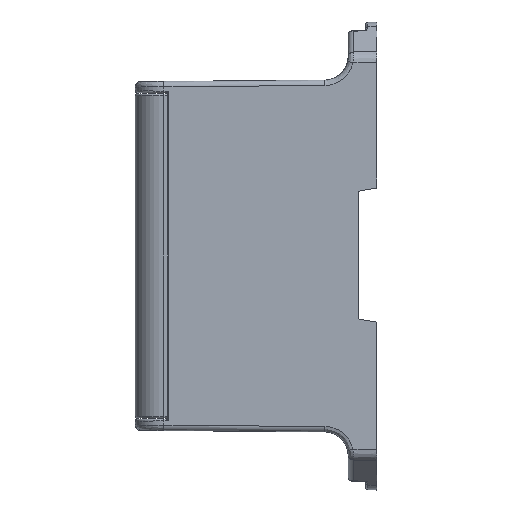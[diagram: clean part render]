
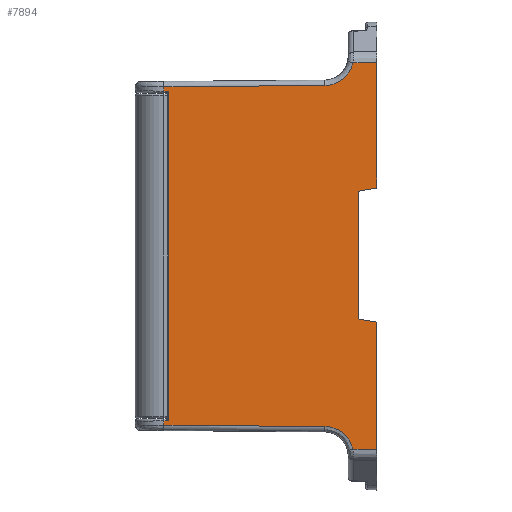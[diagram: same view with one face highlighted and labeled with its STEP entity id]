
A CAD part, left-side view. The second image highlights one B-rep face of the part: STEP entity #7894.
In plain terms, the highlighted planar face has unit normal (-1, 0.009, 0).
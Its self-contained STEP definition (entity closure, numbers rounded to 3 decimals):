
#18=CARTESIAN_POINT('',(-18.246,49.703,-45.797));
#50=DIRECTION('',(0.,0.,1.));
#51=VECTOR('',#50,91.595);
#52=CARTESIAN_POINT('',(-18.246,49.703,-45.797));
#53=LINE('',#52,#51);
#54=CARTESIAN_POINT('',(-18.246,49.703,45.797));
#85=DIRECTION('',(-0.009,-1.,-0.009));
#86=VECTOR('',#85,1.367);
#87=CARTESIAN_POINT('',(-18.234,51.07,45.809));
#88=LINE('',#87,#86);
#385=DIRECTION('',(0.009,1.,-0.009));
#386=VECTOR('',#385,1.367);
#387=CARTESIAN_POINT('',(-18.246,49.703,-45.797));
#388=LINE('',#387,#386);
#398=DIRECTION('',(0.,0.,-1.));
#399=VECTOR('',#398,34.819);
#400=CARTESIAN_POINT('',(-18.75,-8.,53.701));
#401=LINE('',#400,#399);
#402=DIRECTION('',(-0.009,-0.985,0.174));
#403=VECTOR('',#402,5.077);
#404=CARTESIAN_POINT('',(-18.706,-3.,18.));
#405=LINE('',#404,#403);
#406=DIRECTION('',(0.,0.,1.));
#407=VECTOR('',#406,35.5);
#408=CARTESIAN_POINT('',(-18.706,-3.,-17.5));
#409=LINE('',#408,#407);
#410=DIRECTION('',(0.009,0.985,0.174));
#411=VECTOR('',#410,5.077);
#412=CARTESIAN_POINT('',(-18.75,-8.,-18.382));
#413=LINE('',#412,#411);
#414=DIRECTION('',(0.,0.,-1.));
#415=VECTOR('',#414,35.319);
#416=CARTESIAN_POINT('',(-18.75,-8.,-18.382));
#417=LINE('',#416,#415);
#422=DIRECTION('',(0.,0.,1.));
#423=VECTOR('',#422,1.181);
#424=CARTESIAN_POINT('',(-18.234,51.07,45.809));
#425=LINE('',#424,#423);
#436=CARTESIAN_POINT('',(-18.234,51.07,45.809));
#2064=DIRECTION('',(-0.009,-1.,0.));
#2065=VECTOR('',#2064,6.597);
#2066=CARTESIAN_POINT('',(-18.692,-1.403,
-53.701));
#2067=LINE('',#2066,#2065);
#2120=CARTESIAN_POINT('',(-18.625,6.349,
-47.381));
#2121=CARTESIAN_POINT('',(-18.628,6.021,
-47.384));
#2122=CARTESIAN_POINT('',(-18.634,5.333,
-47.429));
#2123=CARTESIAN_POINT('',(-18.644,4.173,
-47.669));
#2124=CARTESIAN_POINT('',(-18.654,2.962,
-48.125));
#2125=CARTESIAN_POINT('',(-18.665,1.763,
-48.823));
#2126=CARTESIAN_POINT('',(-18.674,0.654,
-49.768));
#2127=CARTESIAN_POINT('',(-18.683,-0.293,
-50.939));
#2128=CARTESIAN_POINT('',(-18.689,-1.01,
-52.288));
#2129=CARTESIAN_POINT('',(-18.692,-1.3,
-53.22));
#2130=CARTESIAN_POINT('',(-18.692,-1.403,
-53.701));
#2149=DIRECTION('',(-0.009,-1.,-0.009));
#2150=VECTOR('',#2149,44.725);
#2151=CARTESIAN_POINT('',(-18.235,51.07,
-46.991));
#2152=LINE('',#2151,#2150);
#2172=CARTESIAN_POINT('',(-18.235,51.07,
-46.991));
#2191=DIRECTION('',(0.,0.,1.));
#2192=VECTOR('',#2191,1.181);
#2193=CARTESIAN_POINT('',(-18.235,51.07,
-46.991));
#2194=LINE('',#2193,#2192);
#2221=CARTESIAN_POINT('',(-18.234,51.07,
-45.809));
#4864=DIRECTION('',(0.009,1.,0.));
#4865=VECTOR('',#4864,6.597);
#4866=CARTESIAN_POINT('',(-18.75,-8.,53.701));
#4867=LINE('',#4866,#4865);
#4880=CARTESIAN_POINT('',(-18.625,6.349,47.381));
#4881=CARTESIAN_POINT('',(-18.628,6.018,47.384));
#4882=CARTESIAN_POINT('',(-18.634,5.324,47.43));
#4883=CARTESIAN_POINT('',(-18.644,4.15,47.675));
#4884=CARTESIAN_POINT('',(-18.655,2.929,48.14));
#4885=CARTESIAN_POINT('',(-18.665,1.727,48.848));
#4886=CARTESIAN_POINT('',(-18.675,0.624,
49.799));
#4887=CARTESIAN_POINT('',(-18.683,-0.309,
50.964));
#4888=CARTESIAN_POINT('',(-18.689,-1.013,
52.299));
#4889=CARTESIAN_POINT('',(-18.692,-1.301,
53.224));
#4890=CARTESIAN_POINT('',(-18.692,-1.403,
53.701));
#4901=DIRECTION('',(-0.009,-1.,0.009));
#4902=VECTOR('',#4901,44.725);
#4903=CARTESIAN_POINT('',(-18.234,51.07,46.991));
#4904=LINE('',#4903,#4902);
#6136=CARTESIAN_POINT('',(-18.75,-8.,-18.382));
#6137=CARTESIAN_POINT('',(-18.706,-3.,-17.5));
#6138=VERTEX_POINT('',#6136);
#6139=VERTEX_POINT('',#6137);
#6140=CARTESIAN_POINT('',(-18.706,-3.,18.));
#6141=VERTEX_POINT('',#6140);
#6142=CARTESIAN_POINT('',(-18.75,-8.,18.882));
#6143=VERTEX_POINT('',#6142);
#6162=CARTESIAN_POINT('',(-18.75,-8.,-53.701));
#6163=VERTEX_POINT('',#6162);
#6174=CARTESIAN_POINT('',(-18.75,-8.,53.701));
#6175=VERTEX_POINT('',#6174);
#6490=VERTEX_POINT('',#4880);
#6491=VERTEX_POINT('',#4890);
#6494=CARTESIAN_POINT('',(-18.234,51.07,46.991));
#6495=VERTEX_POINT('',#6494);
#6594=VERTEX_POINT('',#2172);
#6596=CARTESIAN_POINT('',(-18.625,6.349,
-47.381));
#6597=VERTEX_POINT('',#6596);
#6600=VERTEX_POINT('',#2130);
#6681=VERTEX_POINT('',#436);
#6698=VERTEX_POINT('',#2221);
#6844=VERTEX_POINT('',#18);
#6890=VERTEX_POINT('',#54);
#7858=CARTESIAN_POINT('',(-18.75,-8.,-55.513));
#7859=DIRECTION('',(-1.,0.009,0.));
#7860=DIRECTION('',(0.,0.,1.));
#7861=AXIS2_PLACEMENT_3D('',#7858,#7859,#7860);
#7862=PLANE('',#7861);
#7863=ORIENTED_EDGE('',*,*,#7183,.T.);
#7864=ORIENTED_EDGE('',*,*,#7256,.F.);
#7866=ORIENTED_EDGE('',*,*,#7865,.T.);
#7868=ORIENTED_EDGE('',*,*,#7867,.T.);
#7870=ORIENTED_EDGE('',*,*,#7869,.T.);
#7872=ORIENTED_EDGE('',*,*,#7871,.F.);
#7874=ORIENTED_EDGE('',*,*,#7873,.T.);
#7876=ORIENTED_EDGE('',*,*,#7875,.F.);
#7878=ORIENTED_EDGE('',*,*,#7877,.F.);
#7880=ORIENTED_EDGE('',*,*,#7879,.F.);
#7882=ORIENTED_EDGE('',*,*,#7881,.T.);
#7884=ORIENTED_EDGE('',*,*,#7883,.F.);
#7886=ORIENTED_EDGE('',*,*,#7885,.F.);
#7888=ORIENTED_EDGE('',*,*,#7887,.F.);
#7890=ORIENTED_EDGE('',*,*,#7889,.T.);
#7891=ORIENTED_EDGE('',*,*,#7849,.F.);
#7892=EDGE_LOOP('',(#7863,#7864,#7866,#7868,#7870,#7872,#7874,#7876,#7878,#7880,
#7882,#7884,#7886,#7888,#7890,#7891));
#7893=FACE_OUTER_BOUND('',#7892,.F.);
#7894=ADVANCED_FACE('',(#7893),#7862,.T.);
#2131=B_SPLINE_CURVE_WITH_KNOTS('',3,(#2120,#2121,#2122,#2123,#2124,#2125,#2126,
#2127,#2128,#2129,#2130),.UNSPECIFIED.,.F.,.F.,(4,1,1,1,1,1,1,1,4),(0.,
0.125,0.25,0.375,0.5,0.625,0.75,0.875,1.),.UNSPECIFIED.);
#4891=B_SPLINE_CURVE_WITH_KNOTS('',3,(#4880,#4881,#4882,#4883,#4884,#4885,#4886,
#4887,#4888,#4889,#4890),.UNSPECIFIED.,.F.,.F.,(4,1,1,1,1,1,1,1,4),(0.,
0.125,0.25,0.375,0.5,0.625,0.75,0.875,1.),.UNSPECIFIED.);
#7183=EDGE_CURVE('',#6844,#6890,#53,.T.);
#7256=EDGE_CURVE('',#6681,#6890,#88,.T.);
#7849=EDGE_CURVE('',#6844,#6698,#388,.T.);
#7865=EDGE_CURVE('',#6681,#6495,#425,.T.);
#7867=EDGE_CURVE('',#6495,#6490,#4904,.T.);
#7869=EDGE_CURVE('',#6490,#6491,#4891,.T.);
#7871=EDGE_CURVE('',#6175,#6491,#4867,.T.);
#7873=EDGE_CURVE('',#6175,#6143,#401,.T.);
#7875=EDGE_CURVE('',#6141,#6143,#405,.T.);
#7877=EDGE_CURVE('',#6139,#6141,#409,.T.);
#7879=EDGE_CURVE('',#6138,#6139,#413,.T.);
#7881=EDGE_CURVE('',#6138,#6163,#417,.T.);
#7883=EDGE_CURVE('',#6600,#6163,#2067,.T.);
#7885=EDGE_CURVE('',#6597,#6600,#2131,.T.);
#7887=EDGE_CURVE('',#6594,#6597,#2152,.T.);
#7889=EDGE_CURVE('',#6594,#6698,#2194,.T.);
